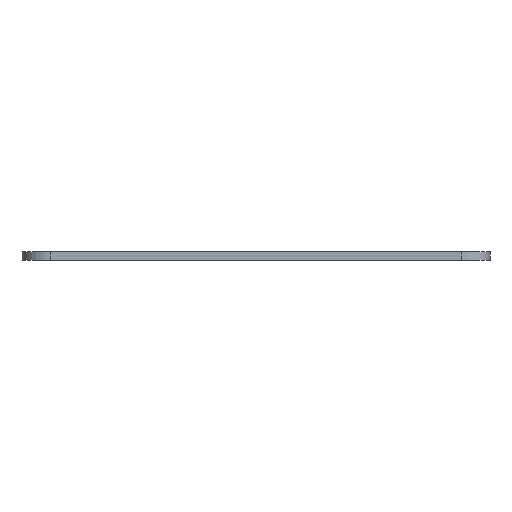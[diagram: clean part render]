
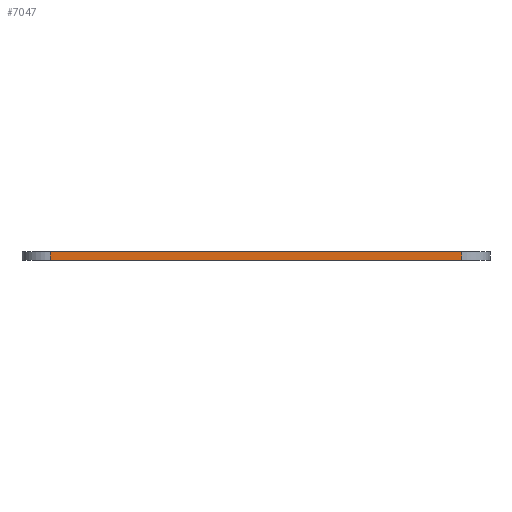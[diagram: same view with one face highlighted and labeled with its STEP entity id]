
A CAD part, left-side view. The second image highlights one B-rep face of the part: STEP entity #7047.
In plain terms, the highlighted planar face has unit normal (-1, 0, 0).
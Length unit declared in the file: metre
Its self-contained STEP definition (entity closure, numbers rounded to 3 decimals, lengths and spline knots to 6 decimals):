
#319=LINE('',#10645,#973);
#392=LINE('',#10948,#1046);
#393=LINE('',#10951,#1047);
#394=LINE('',#10952,#1048);
#973=VECTOR('',#8376,1.);
#1046=VECTOR('',#8597,1.);
#1047=VECTOR('',#8598,1.);
#1048=VECTOR('',#8599,1.);
#1960=ORIENTED_EDGE('',*,*,#4133,.T.);
#1961=ORIENTED_EDGE('',*,*,#4134,.T.);
#1962=ORIENTED_EDGE('',*,*,#3989,.F.);
#1963=ORIENTED_EDGE('',*,*,#4135,.T.);
#3989=EDGE_CURVE('',#5083,#5084,#319,.T.);
#4133=EDGE_CURVE('',#5218,#5219,#392,.T.);
#4134=EDGE_CURVE('',#5219,#5084,#393,.F.);
#4135=EDGE_CURVE('',#5083,#5218,#394,.T.);
#5083=VERTEX_POINT('',#10646);
#5084=VERTEX_POINT('',#10647);
#5218=VERTEX_POINT('',#10949);
#5219=VERTEX_POINT('',#10950);
#6031=EDGE_LOOP('',(#1960,#1961,#1962,#1963));
#6469=FACE_BOUND('',#6031,.T.);
#6880=PLANE('',#7580);
#7047=ADVANCED_FACE('',(#6469),#6880,.F.);
#7580=AXIS2_PLACEMENT_3D('',#10947,#8595,#8596);
#8376=DIRECTION('',(0.,-1.,0.));
#8595=DIRECTION('',(1.,0.,0.));
#8596=DIRECTION('',(0.,0.,-1.));
#8597=DIRECTION('',(0.,-1.,0.));
#8598=DIRECTION('',(0.,0.,-1.));
#8599=DIRECTION('',(0.,0.,-1.));
#10645=CARTESIAN_POINT('',(-0.040546,0.000498,0.0015));
#10646=CARTESIAN_POINT('',(-0.040546,0.036698,0.0015));
#10647=CARTESIAN_POINT('',(-0.040546,-0.035702,0.0015));
#10947=CARTESIAN_POINT('',(-0.040546,0.000498,0.0015));
#10948=CARTESIAN_POINT('',(-0.040546,0.000498,0.));
#10949=CARTESIAN_POINT('',(-0.040546,0.036698,0.));
#10950=CARTESIAN_POINT('',(-0.040546,-0.035702,0.));
#10951=CARTESIAN_POINT('',(-0.040546,-0.035702,0.0015));
#10952=CARTESIAN_POINT('',(-0.040546,0.036698,0.));
